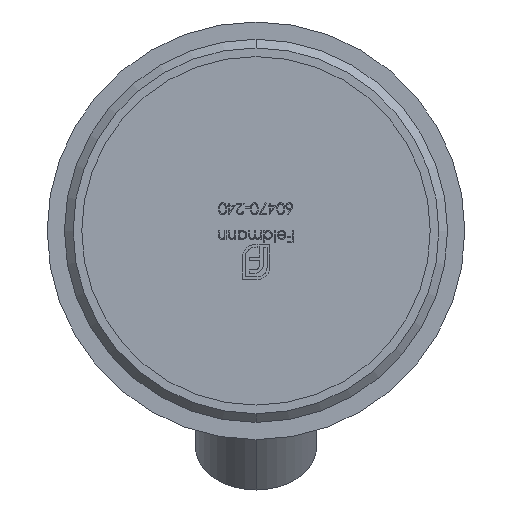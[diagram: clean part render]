
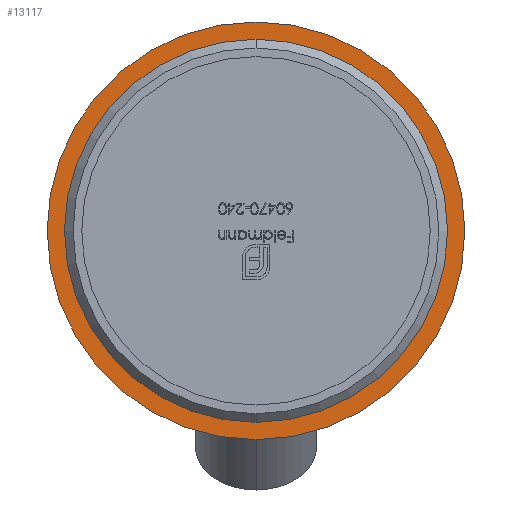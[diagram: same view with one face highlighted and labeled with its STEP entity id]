
A CAD part, front view. The second image highlights one B-rep face of the part: STEP entity #13117.
In plain terms, the highlighted planar face has unit normal (0, -1, 0).
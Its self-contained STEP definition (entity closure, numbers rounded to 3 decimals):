
#347 = AXIS2_PLACEMENT_3D ( 'NONE', #5798, #6827, #12545 ) ;
#478 = CARTESIAN_POINT ( 'NONE',  ( 0., -7., 0. ) ) ;
#588 = EDGE_CURVE ( 'NONE', #11320, #10921, #4517, .T. ) ;
#791 = EDGE_LOOP ( 'NONE', ( #7245, #10916 ) ) ;
#806 = AXIS2_PLACEMENT_3D ( 'NONE', #478, #2702, #9464 ) ;
#1877 = EDGE_LOOP ( 'NONE', ( #2367, #7014 ) ) ;
#2118 = CARTESIAN_POINT ( 'NONE',  ( 0., -7., -24.15 ) ) ;
#2129 = CARTESIAN_POINT ( 'NONE',  ( 0., -7., 0. ) ) ;
#2367 = ORIENTED_EDGE ( 'NONE', *, *, #9150, .F. ) ;
#2702 = DIRECTION ( 'NONE',  ( 0., -1., 0. ) ) ;
#2949 = VERTEX_POINT ( 'NONE', #11402 ) ;
#3167 = VERTEX_POINT ( 'NONE', #10758 ) ;
#3386 = DIRECTION ( 'NONE',  ( 0., 0., 1. ) ) ;
#3661 = DIRECTION ( 'NONE',  ( 0., 1., 0. ) ) ;
#4517 = CIRCLE ( 'NONE', #13773, 24.15 ) ;
#4548 = DIRECTION ( 'NONE',  ( 0., 0., 1. ) ) ;
#5798 = CARTESIAN_POINT ( 'NONE',  ( 0., -7., 0. ) ) ;
#6086 = EDGE_CURVE ( 'NONE', #10921, #11320, #14757, .T. ) ;
#6615 = FACE_BOUND ( 'NONE', #1877, .T. ) ;
#6827 = DIRECTION ( 'NONE',  ( 0., 1., 0. ) ) ;
#7014 = ORIENTED_EDGE ( 'NONE', *, *, #12042, .F. ) ;
#7245 = ORIENTED_EDGE ( 'NONE', *, *, #6086, .F. ) ;
#7873 = CARTESIAN_POINT ( 'NONE',  ( 0., -7., 24.15 ) ) ;
#8146 = CARTESIAN_POINT ( 'NONE',  ( 0., -7., 0. ) ) ;
#8185 = CIRCLE ( 'NONE', #8965, 22.15 ) ;
#8332 = DIRECTION ( 'NONE',  ( 0., 0., 1. ) ) ;
#8951 = CIRCLE ( 'NONE', #806, 22.15 ) ;
#8965 = AXIS2_PLACEMENT_3D ( 'NONE', #14766, #9047, #4548 ) ;
#8976 = DIRECTION ( 'NONE',  ( 0., 1., 0. ) ) ;
#9021 = PLANE ( 'NONE',  #14158 ) ;
#9047 = DIRECTION ( 'NONE',  ( 0., -1., 0. ) ) ;
#9150 = EDGE_CURVE ( 'NONE', #3167, #2949, #8185, .T. ) ;
#9464 = DIRECTION ( 'NONE',  ( 0., 0., 1. ) ) ;
#10758 = CARTESIAN_POINT ( 'NONE',  ( 0., -7., 22.15 ) ) ;
#10916 = ORIENTED_EDGE ( 'NONE', *, *, #588, .F. ) ;
#10921 = VERTEX_POINT ( 'NONE', #7873 ) ;
#11320 = VERTEX_POINT ( 'NONE', #2118 ) ;
#11402 = CARTESIAN_POINT ( 'NONE',  ( 0., -7., -22.15 ) ) ;
#12042 = EDGE_CURVE ( 'NONE', #2949, #3167, #8951, .T. ) ;
#12153 = FACE_OUTER_BOUND ( 'NONE', #791, .T. ) ;
#12545 = DIRECTION ( 'NONE',  ( 0., 0., 1. ) ) ;
#13117 = ADVANCED_FACE ( 'NONE', ( #6615, #12153 ), #9021, .F. ) ;
#13773 = AXIS2_PLACEMENT_3D ( 'NONE', #8146, #3661, #8332 ) ;
#14158 = AXIS2_PLACEMENT_3D ( 'NONE', #2129, #8976, #3386 ) ;
#14757 = CIRCLE ( 'NONE', #347, 24.15 ) ;
#14766 = CARTESIAN_POINT ( 'NONE',  ( 0., -7., 0. ) ) ;
